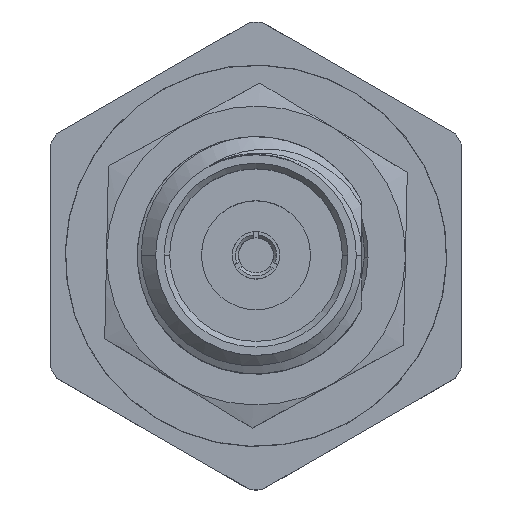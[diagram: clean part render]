
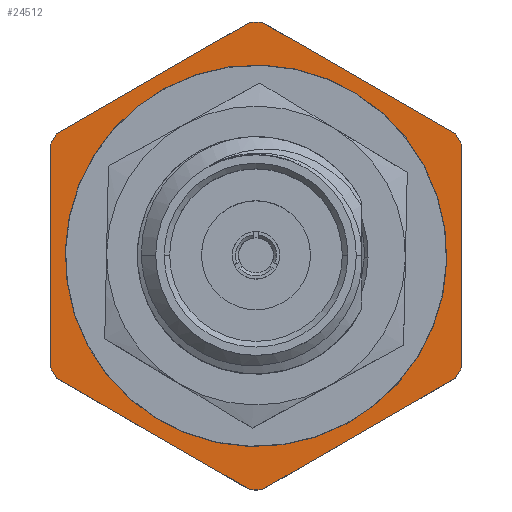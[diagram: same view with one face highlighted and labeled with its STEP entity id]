
A CAD part, top view. The second image highlights one B-rep face of the part: STEP entity #24512.
In plain terms, the highlighted planar face has unit normal (0, 0, 1).
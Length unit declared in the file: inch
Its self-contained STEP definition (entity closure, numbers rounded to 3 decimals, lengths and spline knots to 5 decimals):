
#249 = LINE ( 'NONE', #22076, #396 ) ;
#396 = VECTOR ( 'NONE', #6678, 39.37008 ) ;
#408 = ORIENTED_EDGE ( 'NONE', *, *, #5558, .T. ) ;
#414 = CIRCLE ( 'NONE', #11324, 0.24652 ) ;
#576 = DIRECTION ( 'NONE',  ( 0., -1., 0. ) ) ;
#714 = CARTESIAN_POINT ( 'NONE',  ( -0.24894, -0.15166, 0.9252 ) ) ;
#997 = DIRECTION ( 'NONE',  ( 0.866, -0.5, 0. ) ) ;
#1042 = DIRECTION ( 'NONE',  ( 1., 0., 0. ) ) ;
#1138 = VECTOR ( 'NONE', #576, 39.37008 ) ;
#1207 = CIRCLE ( 'NONE', #2859, 0.24652 ) ;
#1296 = VECTOR ( 'NONE', #3224, 39.37008 ) ;
#1372 = CIRCLE ( 'NONE', #22655, 0.18091 ) ;
#1875 = CARTESIAN_POINT ( 'NONE',  ( -0.04486, -0.26948, 0.9252 ) ) ;
#2667 = DIRECTION ( 'NONE',  ( 1., 0., 0. ) ) ;
#2713 = EDGE_LOOP ( 'NONE', ( #12390, #18838 ) ) ;
#2859 = AXIS2_PLACEMENT_3D ( 'NONE', #24741, #12902, #16979 ) ;
#2933 = CARTESIAN_POINT ( 'NONE',  ( 0.17167, 0.10557, 0.9252 ) ) ;
#2936 = LINE ( 'NONE', #5312, #21048 ) ;
#3146 = CARTESIAN_POINT ( 'NONE',  ( -0.03864, -0.02305, 0.9252 ) ) ;
#3224 = DIRECTION ( 'NONE',  ( 0., 1., 0. ) ) ;
#3422 = VECTOR ( 'NONE', #3882, 39.37008 ) ;
#3826 = CIRCLE ( 'NONE', #18473, 0.24652 ) ;
#3882 = DIRECTION ( 'NONE',  ( 0.866, 0.5, 0. ) ) ;
#4047 = EDGE_CURVE ( 'NONE', #11568, #4595, #10065, .T. ) ;
#4327 = DIRECTION ( 'NONE',  ( 0., 0., 1. ) ) ;
#4401 = CARTESIAN_POINT ( 'NONE',  ( -0.03864, -0.27308, 0.9252 ) ) ;
#4505 = CARTESIAN_POINT ( 'NONE',  ( -0.03864, -0.02305, 0.9252 ) ) ;
#4595 = VERTEX_POINT ( 'NONE', #16925 ) ;
#4869 = ORIENTED_EDGE ( 'NONE', *, *, #25166, .T. ) ;
#4909 = CARTESIAN_POINT ( 'NONE',  ( -0.03864, -0.02305, 0.9252 ) ) ;
#5163 = ORIENTED_EDGE ( 'NONE', *, *, #8538, .T. ) ;
#5237 = VERTEX_POINT ( 'NONE', #17802 ) ;
#5312 = CARTESIAN_POINT ( 'NONE',  ( -0.25517, -0.14806, 0.9252 ) ) ;
#5558 = EDGE_CURVE ( 'NONE', #4595, #18626, #3826, .T. ) ;
#5766 = PLANE ( 'NONE',  #8943 ) ;
#5833 = VERTEX_POINT ( 'NONE', #21831 ) ;
#6094 = CARTESIAN_POINT ( 'NONE',  ( -0.03864, -0.02305, 0.9252 ) ) ;
#6207 = EDGE_CURVE ( 'NONE', #5237, #19542, #17679, .T. ) ;
#6220 = DIRECTION ( 'NONE',  ( 1., 0., 0. ) ) ;
#6564 = CARTESIAN_POINT ( 'NONE',  ( -0.03864, -0.02305, 0.9252 ) ) ;
#6678 = DIRECTION ( 'NONE',  ( -0.866, 0.5, 0. ) ) ;
#7482 = DIRECTION ( 'NONE',  ( 1., 0., 0. ) ) ;
#7770 = AXIS2_PLACEMENT_3D ( 'NONE', #6094, #12382, #6220 ) ;
#8228 = CARTESIAN_POINT ( 'NONE',  ( -0.25517, 0.10197, 0.9252 ) ) ;
#8452 = AXIS2_PLACEMENT_3D ( 'NONE', #4909, #11201, #2667 ) ;
#8538 = EDGE_CURVE ( 'NONE', #17999, #5833, #22143, .T. ) ;
#8649 = CARTESIAN_POINT ( 'NONE',  ( -0.25517, 0.09478, 0.9252 ) ) ;
#8731 = EDGE_LOOP ( 'NONE', ( #9783, #408, #21244, #24293, #18775, #4869, #22900, #21504, #5163, #15171, #22351, #17807 ) ) ;
#8862 = VERTEX_POINT ( 'NONE', #1875 ) ;
#8943 = AXIS2_PLACEMENT_3D ( 'NONE', #3146, #9462, #25072 ) ;
#9307 = CARTESIAN_POINT ( 'NONE',  ( 0.14227, -0.02305, 0.9252 ) ) ;
#9389 = CIRCLE ( 'NONE', #8452, 0.24652 ) ;
#9462 = DIRECTION ( 'NONE',  ( 0., 0., 1. ) ) ;
#9565 = CARTESIAN_POINT ( 'NONE',  ( -0.03864, 0.22699, 0.9252 ) ) ;
#9783 = ORIENTED_EDGE ( 'NONE', *, *, #4047, .T. ) ;
#10065 = LINE ( 'NONE', #4401, #3422 ) ;
#10222 = CIRCLE ( 'NONE', #10634, 0.24652 ) ;
#10634 = AXIS2_PLACEMENT_3D ( 'NONE', #17292, #23232, #7482 ) ;
#10659 = AXIS2_PLACEMENT_3D ( 'NONE', #20411, #10753, #1042 ) ;
#10730 = VERTEX_POINT ( 'NONE', #15645 ) ;
#10753 = DIRECTION ( 'NONE',  ( 0., 0., 1. ) ) ;
#11201 = DIRECTION ( 'NONE',  ( 0., 0., 1. ) ) ;
#11324 = AXIS2_PLACEMENT_3D ( 'NONE', #23234, #20901, #22849 ) ;
#11340 = EDGE_CURVE ( 'NONE', #8862, #11568, #15692, .T. ) ;
#11568 = VERTEX_POINT ( 'NONE', #14149 ) ;
#11700 = CARTESIAN_POINT ( 'NONE',  ( 0.1779, -0.14087, 0.9252 ) ) ;
#11746 = VECTOR ( 'NONE', #17541, 39.37008 ) ;
#11965 = EDGE_CURVE ( 'NONE', #10730, #25120, #17374, .T. ) ;
#12382 = DIRECTION ( 'NONE',  ( 0., 0., 1. ) ) ;
#12390 = ORIENTED_EDGE ( 'NONE', *, *, #15078, .F. ) ;
#12767 = DIRECTION ( 'NONE',  ( 1., 0., 0. ) ) ;
#12902 = DIRECTION ( 'NONE',  ( 0., 0., 1. ) ) ;
#13631 = CARTESIAN_POINT ( 'NONE',  ( -0.03241, 0.22339, 0.9252 ) ) ;
#13759 = FACE_BOUND ( 'NONE', #2713, .T. ) ;
#13983 = VERTEX_POINT ( 'NONE', #2933 ) ;
#14149 = CARTESIAN_POINT ( 'NONE',  ( -0.03241, -0.26948, 0.9252 ) ) ;
#14523 = VERTEX_POINT ( 'NONE', #22140 ) ;
#14738 = DIRECTION ( 'NONE',  ( 0., 0., 1. ) ) ;
#15078 = EDGE_CURVE ( 'NONE', #25120, #10730, #1372, .T. ) ;
#15171 = ORIENTED_EDGE ( 'NONE', *, *, #19273, .T. ) ;
#15435 = CARTESIAN_POINT ( 'NONE',  ( 0.1779, -0.14806, 0.9252 ) ) ;
#15645 = CARTESIAN_POINT ( 'NONE',  ( -0.21954, -0.02305, 0.9252 ) ) ;
#15692 = CIRCLE ( 'NONE', #10659, 0.24652 ) ;
#15778 = EDGE_CURVE ( 'NONE', #19542, #17999, #9389, .T. ) ;
#16657 = CARTESIAN_POINT ( 'NONE',  ( -0.24894, 0.10557, 0.9252 ) ) ;
#16925 = CARTESIAN_POINT ( 'NONE',  ( 0.17167, -0.15166, 0.9252 ) ) ;
#16952 = EDGE_CURVE ( 'NONE', #13983, #20884, #249, .T. ) ;
#16979 = DIRECTION ( 'NONE',  ( 1., 0., 0. ) ) ;
#17058 = EDGE_CURVE ( 'NONE', #14523, #13983, #414, .T. ) ;
#17292 = CARTESIAN_POINT ( 'NONE',  ( -0.03864, -0.02305, 0.9252 ) ) ;
#17374 = CIRCLE ( 'NONE', #7770, 0.18091 ) ;
#17396 = LINE ( 'NONE', #15435, #1296 ) ;
#17541 = DIRECTION ( 'NONE',  ( -0.866, -0.5, 0. ) ) ;
#17679 = LINE ( 'NONE', #9565, #11746 ) ;
#17802 = CARTESIAN_POINT ( 'NONE',  ( -0.04486, 0.22339, 0.9252 ) ) ;
#17807 = ORIENTED_EDGE ( 'NONE', *, *, #11340, .T. ) ;
#17999 = VERTEX_POINT ( 'NONE', #8649 ) ;
#18065 = EDGE_CURVE ( 'NONE', #18626, #14523, #17396, .T. ) ;
#18473 = AXIS2_PLACEMENT_3D ( 'NONE', #4505, #14738, #12767 ) ;
#18626 = VERTEX_POINT ( 'NONE', #11700 ) ;
#18775 = ORIENTED_EDGE ( 'NONE', *, *, #16952, .T. ) ;
#18838 = ORIENTED_EDGE ( 'NONE', *, *, #11965, .F. ) ;
#19211 = VERTEX_POINT ( 'NONE', #714 ) ;
#19273 = EDGE_CURVE ( 'NONE', #5833, #19211, #1207, .T. ) ;
#19542 = VERTEX_POINT ( 'NONE', #16657 ) ;
#20411 = CARTESIAN_POINT ( 'NONE',  ( -0.03864, -0.02305, 0.9252 ) ) ;
#20884 = VERTEX_POINT ( 'NONE', #13631 ) ;
#20901 = DIRECTION ( 'NONE',  ( 0., 0., 1. ) ) ;
#21048 = VECTOR ( 'NONE', #997, 39.37008 ) ;
#21244 = ORIENTED_EDGE ( 'NONE', *, *, #18065, .T. ) ;
#21504 = ORIENTED_EDGE ( 'NONE', *, *, #15778, .T. ) ;
#21831 = CARTESIAN_POINT ( 'NONE',  ( -0.25517, -0.14087, 0.9252 ) ) ;
#22076 = CARTESIAN_POINT ( 'NONE',  ( 0.1779, 0.10197, 0.9252 ) ) ;
#22140 = CARTESIAN_POINT ( 'NONE',  ( 0.1779, 0.09478, 0.9252 ) ) ;
#22143 = LINE ( 'NONE', #8228, #1138 ) ;
#22351 = ORIENTED_EDGE ( 'NONE', *, *, #25538, .T. ) ;
#22655 = AXIS2_PLACEMENT_3D ( 'NONE', #6564, #4327, #24419 ) ;
#22849 = DIRECTION ( 'NONE',  ( 1., 0., 0. ) ) ;
#22900 = ORIENTED_EDGE ( 'NONE', *, *, #6207, .T. ) ;
#23232 = DIRECTION ( 'NONE',  ( 0., 0., 1. ) ) ;
#23234 = CARTESIAN_POINT ( 'NONE',  ( -0.03864, -0.02305, 0.9252 ) ) ;
#24293 = ORIENTED_EDGE ( 'NONE', *, *, #17058, .T. ) ;
#24419 = DIRECTION ( 'NONE',  ( 1., 0., 0. ) ) ;
#24512 = ADVANCED_FACE ( 'NONE', ( #13759, #25216 ), #5766, .T. ) ;
#24741 = CARTESIAN_POINT ( 'NONE',  ( -0.03864, -0.02305, 0.9252 ) ) ;
#25072 = DIRECTION ( 'NONE',  ( 1., 0., 0. ) ) ;
#25120 = VERTEX_POINT ( 'NONE', #9307 ) ;
#25166 = EDGE_CURVE ( 'NONE', #20884, #5237, #10222, .T. ) ;
#25216 = FACE_OUTER_BOUND ( 'NONE', #8731, .T. ) ;
#25538 = EDGE_CURVE ( 'NONE', #19211, #8862, #2936, .T. ) ;
